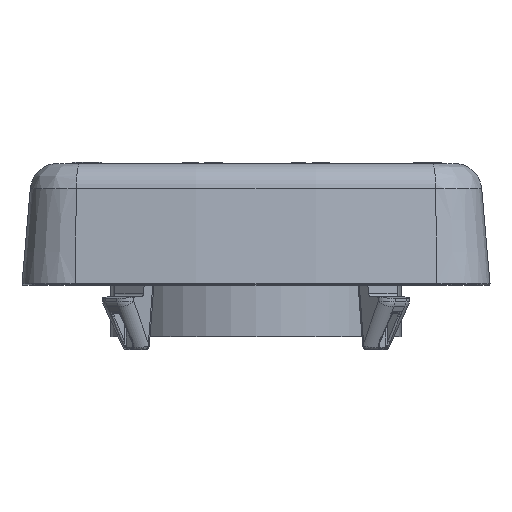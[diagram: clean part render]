
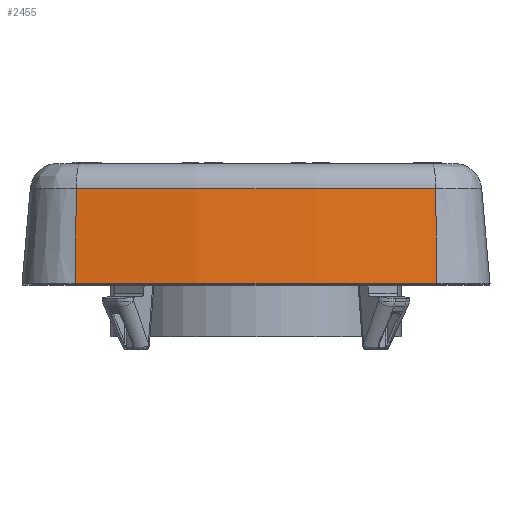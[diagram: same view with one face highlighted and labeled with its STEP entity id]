
A CAD part, left-side view. The second image highlights one B-rep face of the part: STEP entity #2455.
In plain terms, the highlighted conical face has half-angle 5 degrees and reference radius 182.518 mm.
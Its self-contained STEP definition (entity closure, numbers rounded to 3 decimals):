
#95=CONICAL_SURFACE('',#32302,182.518,5.);
#2455=ADVANCED_FACE('',(#4226),#95,.T.);
#4226=FACE_OUTER_BOUND('',#5877,.T.);
#5877=EDGE_LOOP('',(#17087,#17088,#17089,#17090));
#7918=LINE('',#46873,#11727);
#7919=LINE('',#46874,#11728);
#11727=VECTOR('',#36122,1.);
#11728=VECTOR('',#36123,1.);
#17087=ORIENTED_EDGE('',*,*,#27819,.F.);
#17088=ORIENTED_EDGE('',*,*,#27820,.F.);
#17089=ORIENTED_EDGE('',*,*,#27351,.T.);
#17090=ORIENTED_EDGE('',*,*,#27821,.F.);
#24207=VERTEX_POINT('',#45932);
#24208=VERTEX_POINT('',#45933);
#24441=VERTEX_POINT('',#46871);
#24442=VERTEX_POINT('',#46872);
#27351=EDGE_CURVE('',#24207,#24208,#31202,.T.);
#27819=EDGE_CURVE('',#24441,#24442,#31286,.T.);
#27820=EDGE_CURVE('',#24207,#24441,#7918,.T.);
#27821=EDGE_CURVE('',#24442,#24208,#7919,.T.);
#31202=CIRCLE('',#31983,183.033);
#31286=CIRCLE('',#32301,182.003);
#31983=AXIS2_PLACEMENT_3D('',#45931,#35101,#35102);
#32301=AXIS2_PLACEMENT_3D('',#46870,#36120,#36121);
#32302=AXIS2_PLACEMENT_3D('',#46875,#36124,#36125);
#35101=DIRECTION('',(0.,0.,1.));
#35102=DIRECTION('',(-0.992,-0.123,0.));
#36120=DIRECTION('',(0.,0.,1.));
#36121=DIRECTION('',(-0.992,0.123,0.));
#36122=DIRECTION('',(0.086,-0.011,0.996));
#36123=DIRECTION('',(-0.086,-0.011,-0.996));
#36124=DIRECTION('',(0.,0.,-1.));
#36125=DIRECTION('',(1.,0.,0.));
#45931=CARTESIAN_POINT('',(108.25,0.,-0.383));
#45932=CARTESIAN_POINT('',(-73.405,22.423,-0.383));
#45933=CARTESIAN_POINT('',(-73.405,-22.423,-0.383));
#46870=CARTESIAN_POINT('',(108.25,0.,11.396));
#46871=CARTESIAN_POINT('',(-72.382,22.297,11.396));
#46872=CARTESIAN_POINT('',(-72.382,-22.297,11.396));
#46873=CARTESIAN_POINT('',(-72.382,22.297,11.396));
#46874=CARTESIAN_POINT('',(-72.382,-22.297,11.396));
#46875=CARTESIAN_POINT('',(108.25,0.,5.507));
